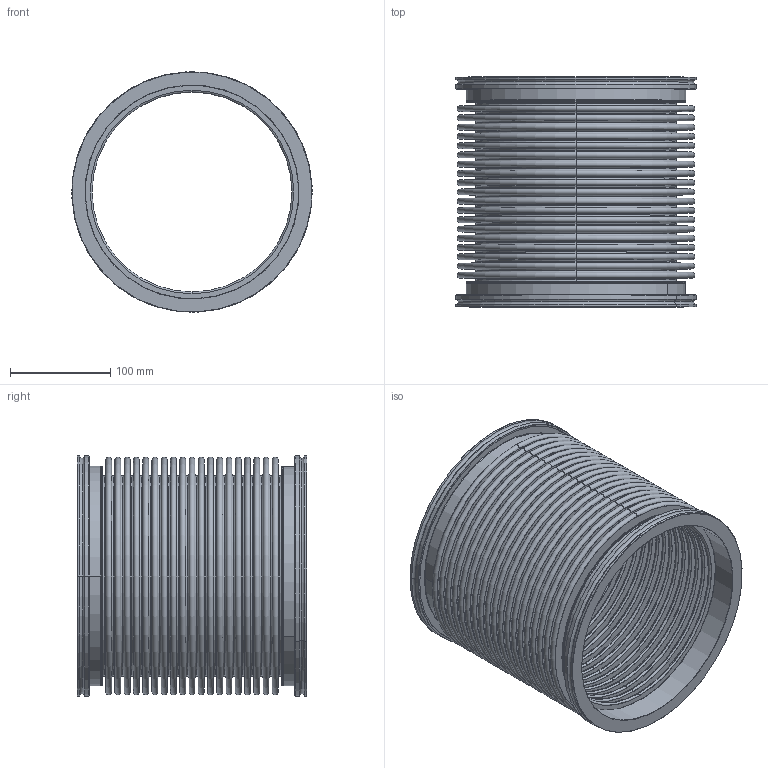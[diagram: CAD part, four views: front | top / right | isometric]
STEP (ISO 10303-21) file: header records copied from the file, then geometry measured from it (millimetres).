
FILE_DESCRIPTION (( 'STEP AP214' ), '1' );
FILE_NAME ('Hositrad_ISOX200-230.STEP', '2025-01-07T08:40:36', ( '' ), ( '' ), 'SwSTEP 2.0', 'SolidWorks 2022', '' );
FILE_SCHEMA (( 'AUTOMOTIVE_DESIGN' ));
Length unit declared in the file: millimetre
Products named in the file (3): ISO200-BellowStub; HydroFormedBellow 200-180; Hositrad_ISOX200-230
Assembly tree (3 placements, depth 2):
  Hositrad_ISOX200-230
    HydroFormedBellow 200-180
    ISO200-BellowStub  x2
Bounding box: 240 x 229.36 x 240 mm (x, y, z)
Volume: 362257.1 mm3; surface area: 1254824.8 mm2
Topology: 3 solids, 3 shells, 402 faces, 804 edges, 492 vertices
Faces by surface type: torus 260, plane 90, cylinder 28, cone 24
Entity records: 9828 total; most frequent: DIRECTION 2150, CARTESIAN_POINT 1535, ORIENTED_EDGE 1444, AXIS2_PLACEMENT_3D 1061, EDGE_CURVE 722, CIRCLE 694, EDGE_LOOP 446, VERTEX_POINT 446
